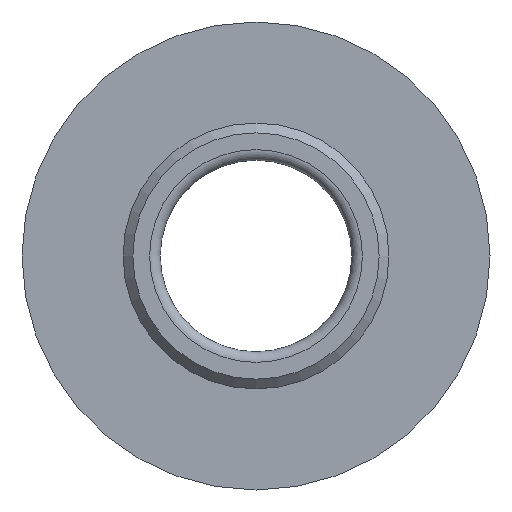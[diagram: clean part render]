
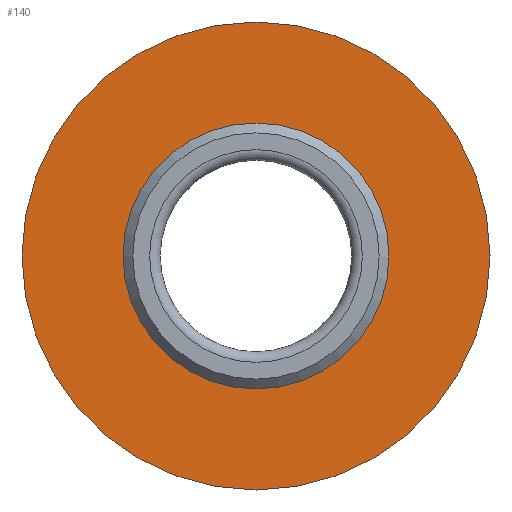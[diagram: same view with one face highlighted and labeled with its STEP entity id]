
A CAD part, left-side view. The second image highlights one B-rep face of the part: STEP entity #140.
In plain terms, the highlighted planar face has unit normal (-1, 0, 0).
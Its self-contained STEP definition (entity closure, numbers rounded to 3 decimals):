
#140 = ADVANCED_FACE( '', ( #301, #302 ), #303, .F. );
#301 = FACE_OUTER_BOUND( '', #482, .T. );
#302 = FACE_BOUND( '', #483, .T. );
#303 = PLANE( '', #484 );
#482 = EDGE_LOOP( '', ( #988 ) );
#483 = EDGE_LOOP( '', ( #989 ) );
#484 = AXIS2_PLACEMENT_3D( '', #990, #991, #992 );
#988 = ORIENTED_EDGE( '', *, *, #1219, .F. );
#989 = ORIENTED_EDGE( '', *, *, #1220, .T. );
#990 = CARTESIAN_POINT( '', ( 7., 11.58, 0. ) );
#991 = DIRECTION( '', ( 1., 0., 0. ) );
#992 = DIRECTION( '', ( 0., 0., -1. ) );
#1219 = EDGE_CURVE( '', #1482, #1482, #1483, .T. );
#1220 = EDGE_CURVE( '', #1484, #1484, #1485, .T. );
#1482 = VERTEX_POINT( '', #1990 );
#1483 = CIRCLE( '', #1991, 22. );
#1484 = VERTEX_POINT( '', #1992 );
#1485 = CIRCLE( '', #1993, 11.58 );
#1990 = CARTESIAN_POINT( '', ( 7., 0., -22. ) );
#1991 = AXIS2_PLACEMENT_3D( '', #2211, #2212, #2213 );
#1992 = CARTESIAN_POINT( '', ( 7., 0., -11.58 ) );
#1993 = AXIS2_PLACEMENT_3D( '', #2214, #2215, #2216 );
#2211 = CARTESIAN_POINT( '', ( 7., 0., 0. ) );
#2212 = DIRECTION( '', ( 1., 0., 0. ) );
#2213 = DIRECTION( '', ( 0., 0., -1. ) );
#2214 = CARTESIAN_POINT( '', ( 7., 0., 0. ) );
#2215 = DIRECTION( '', ( 1., 0., 0. ) );
#2216 = DIRECTION( '', ( 0., 0., -1. ) );
